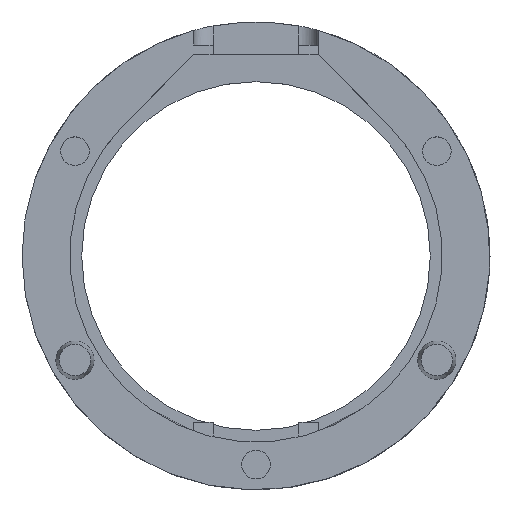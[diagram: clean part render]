
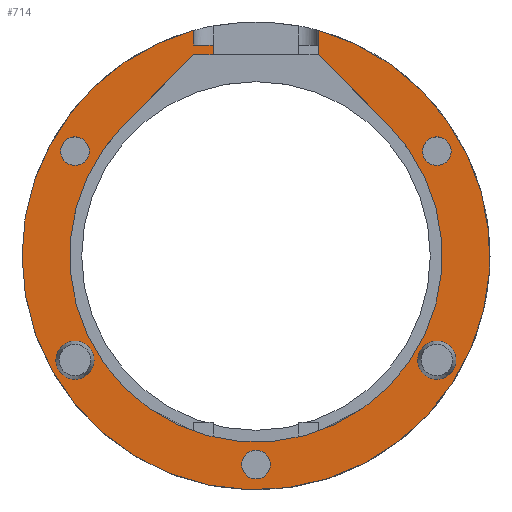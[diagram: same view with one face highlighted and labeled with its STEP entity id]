
A CAD part, top view. The second image highlights one B-rep face of the part: STEP entity #714.
In plain terms, the highlighted planar face has unit normal (0, 0, 1).
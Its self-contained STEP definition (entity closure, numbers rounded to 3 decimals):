
#19=FACE_BOUND('',#146,.T.);
#20=FACE_BOUND('',#147,.T.);
#21=FACE_BOUND('',#148,.T.);
#22=FACE_BOUND('',#149,.T.);
#23=FACE_BOUND('',#150,.T.);
#57=PLANE('',#797);
#99=FACE_OUTER_BOUND('',#145,.T.);
#145=EDGE_LOOP('',(#650,#651,#652,#653,#654,#655,#656,#657,#658,#659));
#146=EDGE_LOOP('',(#660));
#147=EDGE_LOOP('',(#661));
#148=EDGE_LOOP('',(#662));
#149=EDGE_LOOP('',(#663));
#150=EDGE_LOOP('',(#664));
#163=LINE('',#1057,#230);
#203=LINE('',#1171,#270);
#205=LINE('',#1175,#272);
#213=LINE('',#1211,#280);
#216=LINE('',#1215,#283);
#217=LINE('',#1217,#284);
#219=LINE('',#1223,#286);
#230=VECTOR('',#824,10.);
#270=VECTOR('',#944,10.);
#272=VECTOR('',#948,10.);
#280=VECTOR('',#986,10.);
#283=VECTOR('',#991,10.);
#284=VECTOR('',#994,10.);
#286=VECTOR('',#1002,10.);
#291=CIRCLE('',#738,2.);
#293=CIRCLE('',#742,2.);
#294=CIRCLE('',#745,1.5);
#296=CIRCLE('',#749,1.5);
#298=CIRCLE('',#753,1.5);
#309=CIRCLE('',#785,24.5);
#310=CIRCLE('',#786,24.5);
#313=CIRCLE('',#795,19.5);
#326=VERTEX_POINT('',#1054);
#327=VERTEX_POINT('',#1056);
#329=VERTEX_POINT('',#1062);
#331=VERTEX_POINT('',#1069);
#332=VERTEX_POINT('',#1074);
#334=VERTEX_POINT('',#1081);
#336=VERTEX_POINT('',#1088);
#360=VERTEX_POINT('',#1167);
#361=VERTEX_POINT('',#1169);
#362=VERTEX_POINT('',#1173);
#367=VERTEX_POINT('',#1188);
#368=VERTEX_POINT('',#1191);
#374=VERTEX_POINT('',#1208);
#375=VERTEX_POINT('',#1210);
#376=VERTEX_POINT('',#1219);
#392=EDGE_CURVE('',#327,#326,#163,.T.);
#396=EDGE_CURVE('',#329,#329,#291,.T.);
#399=EDGE_CURVE('',#331,#331,#293,.T.);
#400=EDGE_CURVE('',#332,#332,#294,.T.);
#403=EDGE_CURVE('',#334,#334,#296,.T.);
#406=EDGE_CURVE('',#336,#336,#298,.T.);
#446=EDGE_CURVE('',#360,#361,#203,.T.);
#448=EDGE_CURVE('',#362,#361,#205,.T.);
#454=EDGE_CURVE('',#367,#327,#309,.T.);
#456=EDGE_CURVE('',#368,#367,#310,.T.);
#465=EDGE_CURVE('',#375,#374,#213,.T.);
#468=EDGE_CURVE('',#374,#360,#216,.T.);
#469=EDGE_CURVE('',#362,#368,#217,.T.);
#470=EDGE_CURVE('',#376,#375,#313,.T.);
#472=EDGE_CURVE('',#326,#376,#219,.T.);
#650=ORIENTED_EDGE('',*,*,#469,.T.);
#651=ORIENTED_EDGE('',*,*,#456,.T.);
#652=ORIENTED_EDGE('',*,*,#454,.T.);
#653=ORIENTED_EDGE('',*,*,#392,.T.);
#654=ORIENTED_EDGE('',*,*,#472,.T.);
#655=ORIENTED_EDGE('',*,*,#470,.T.);
#656=ORIENTED_EDGE('',*,*,#465,.T.);
#657=ORIENTED_EDGE('',*,*,#468,.T.);
#658=ORIENTED_EDGE('',*,*,#446,.T.);
#659=ORIENTED_EDGE('',*,*,#448,.F.);
#660=ORIENTED_EDGE('',*,*,#396,.T.);
#661=ORIENTED_EDGE('',*,*,#399,.T.);
#662=ORIENTED_EDGE('',*,*,#400,.T.);
#663=ORIENTED_EDGE('',*,*,#403,.T.);
#664=ORIENTED_EDGE('',*,*,#406,.T.);
#714=ADVANCED_FACE('',(#99,#19,#20,#21,#22,#23),#57,.T.);
#738=AXIS2_PLACEMENT_3D('',#1064,#831,#832);
#742=AXIS2_PLACEMENT_3D('',#1071,#840,#841);
#745=AXIS2_PLACEMENT_3D('',#1075,#846,#847);
#749=AXIS2_PLACEMENT_3D('',#1082,#855,#856);
#753=AXIS2_PLACEMENT_3D('',#1089,#864,#865);
#785=AXIS2_PLACEMENT_3D('',#1189,#965,#966);
#786=AXIS2_PLACEMENT_3D('',#1192,#968,#969);
#795=AXIS2_PLACEMENT_3D('',#1220,#997,#998);
#797=AXIS2_PLACEMENT_3D('',#1224,#1003,#1004);
#824=DIRECTION('',(0.,-1.,0.));
#831=DIRECTION('center_axis',(0.,0.,-1.));
#832=DIRECTION('ref_axis',(-1.,0.,0.));
#840=DIRECTION('center_axis',(0.,0.,-1.));
#841=DIRECTION('ref_axis',(-1.,0.,0.));
#846=DIRECTION('center_axis',(0.,0.,-1.));
#847=DIRECTION('ref_axis',(-1.,0.,0.));
#855=DIRECTION('center_axis',(0.,0.,-1.));
#856=DIRECTION('ref_axis',(-1.,0.,0.));
#864=DIRECTION('center_axis',(0.,0.,-1.));
#865=DIRECTION('ref_axis',(-1.,0.,0.));
#944=DIRECTION('',(0.,1.,0.));
#948=DIRECTION('',(1.,0.,0.));
#965=DIRECTION('center_axis',(0.,0.,1.));
#966=DIRECTION('ref_axis',(1.,0.,0.));
#968=DIRECTION('center_axis',(0.,0.,1.));
#969=DIRECTION('ref_axis',(1.,0.,0.));
#986=DIRECTION('',(0.707,0.707,0.));
#991=DIRECTION('',(1.,0.,0.));
#994=DIRECTION('',(0.,1.,0.));
#997=DIRECTION('center_axis',(0.,0.,-1.));
#998=DIRECTION('ref_axis',(1.,0.,0.));
#1002=DIRECTION('',(0.707,-0.707,0.));
#1003=DIRECTION('center_axis',(0.,0.,1.));
#1004=DIRECTION('ref_axis',(1.,0.,0.));
#1054=CARTESIAN_POINT('',(24.507,21.077,-3.));
#1056=CARTESIAN_POINT('',(24.507,23.622,-3.));
#1057=CARTESIAN_POINT('',(24.507,23.622,-3.));
#1062=CARTESIAN_POINT('',(1.052,-10.918,-3.));
#1064=CARTESIAN_POINT('Origin',(-0.948,-10.918,-3.));
#1069=CARTESIAN_POINT('',(38.94,-10.918,-3.));
#1071=CARTESIAN_POINT('Origin',(36.94,-10.918,-3.));
#1074=CARTESIAN_POINT('',(19.507,-21.855,-3.));
#1075=CARTESIAN_POINT('Origin',(18.007,-21.855,-3.));
#1081=CARTESIAN_POINT('',(0.552,10.957,-3.));
#1082=CARTESIAN_POINT('Origin',(-0.948,10.957,-3.));
#1088=CARTESIAN_POINT('',(38.44,10.957,-3.));
#1089=CARTESIAN_POINT('Origin',(36.94,10.957,-3.));
#1167=CARTESIAN_POINT('',(13.507,21.077,-3.));
#1169=CARTESIAN_POINT('',(13.507,22.077,-3.));
#1171=CARTESIAN_POINT('',(13.507,21.077,-3.));
#1173=CARTESIAN_POINT('',(11.507,22.077,-3.));
#1175=CARTESIAN_POINT('',(11.507,22.077,-3.));
#1188=CARTESIAN_POINT('',(-6.493,0.,-3.));
#1189=CARTESIAN_POINT('Origin',(18.007,0.,-3.));
#1191=CARTESIAN_POINT('',(11.507,23.622,-3.));
#1192=CARTESIAN_POINT('Origin',(18.007,0.,-3.));
#1208=CARTESIAN_POINT('',(11.507,21.077,-3.));
#1210=CARTESIAN_POINT('',(4.206,13.777,-3.));
#1211=CARTESIAN_POINT('',(11.507,21.077,-3.));
#1215=CARTESIAN_POINT('',(11.507,21.077,-3.));
#1217=CARTESIAN_POINT('',(11.507,21.077,-3.));
#1219=CARTESIAN_POINT('',(31.795,13.789,-3.));
#1220=CARTESIAN_POINT('Origin',(18.007,0.,-3.));
#1223=CARTESIAN_POINT('',(31.795,13.789,-3.));
#1224=CARTESIAN_POINT('Origin',(18.007,-0.439,-3.));
